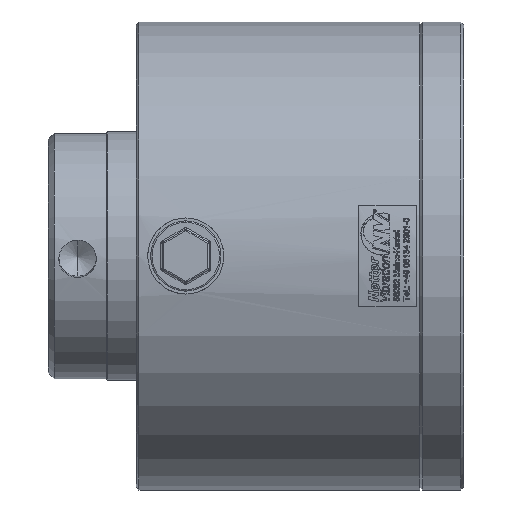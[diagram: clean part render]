
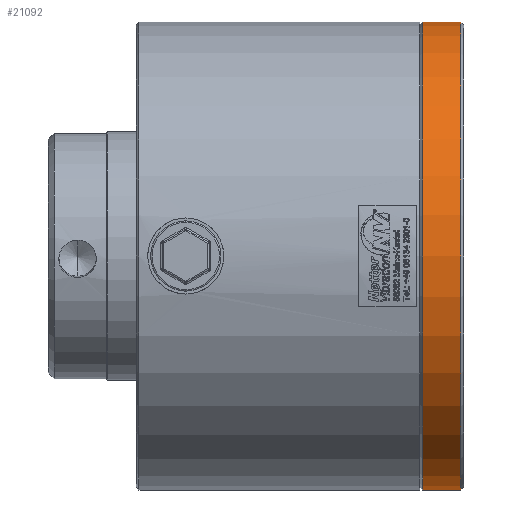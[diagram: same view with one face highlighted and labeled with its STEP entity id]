
A CAD part, front view. The second image highlights one B-rep face of the part: STEP entity #21092.
In plain terms, the highlighted cylindrical face has radius 80 mm (diameter 160 mm), a partial arc.
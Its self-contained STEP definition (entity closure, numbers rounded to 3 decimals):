
#2 = CARTESIAN_POINT ( 'NONE',  ( 0., 0., 0. ) ) ;
#848 = CYLINDRICAL_SURFACE ( 'NONE', #1460, 80. ) ;
#1460 = AXIS2_PLACEMENT_3D ( 'NONE', #2, #12655, #19589 ) ;
#3840 = DIRECTION ( 'NONE',  ( 1., 0., 0. ) ) ;
#5144 = DIRECTION ( 'NONE',  ( 1., 0., 0. ) ) ;
#5422 = CARTESIAN_POINT ( 'NONE',  ( 1., 0., 80. ) ) ;
#5853 = CARTESIAN_POINT ( 'NONE',  ( 1., 0., 0. ) ) ;
#6914 = VECTOR ( 'NONE', #5144, 1000. ) ;
#6953 = CARTESIAN_POINT ( 'NONE',  ( 1., 0., -80. ) ) ;
#7492 = EDGE_CURVE ( 'NONE', #29608, #17227, #17776, .T. ) ;
#8331 = VERTEX_POINT ( 'NONE', #11029 ) ;
#9484 = EDGE_CURVE ( 'NONE', #17227, #8331, #10294, .T. ) ;
#9543 = ORIENTED_EDGE ( 'NONE', *, *, #18271, .T. ) ;
#9564 = ORIENTED_EDGE ( 'NONE', *, *, #23257, .F. ) ;
#10294 = LINE ( 'NONE', #28812, #6914 ) ;
#11029 = CARTESIAN_POINT ( 'NONE',  ( 14., 0., -80. ) ) ;
#12655 = DIRECTION ( 'NONE',  ( 1., 0., 0. ) ) ;
#13197 = DIRECTION ( 'NONE',  ( -1., 0., 0. ) ) ;
#13372 = DIRECTION ( 'NONE',  ( 1., 0., 0. ) ) ;
#15624 = CARTESIAN_POINT ( 'NONE',  ( 14., 0., 0. ) ) ;
#15639 = ORIENTED_EDGE ( 'NONE', *, *, #9484, .T. ) ;
#16657 = LINE ( 'NONE', #27734, #27233 ) ;
#17227 = VERTEX_POINT ( 'NONE', #6953 ) ;
#17776 = CIRCLE ( 'NONE', #24582, 80. ) ;
#17952 = DIRECTION ( 'NONE',  ( 0., 0., -1. ) ) ;
#18271 = EDGE_CURVE ( 'NONE', #8331, #25154, #25201, .T. ) ;
#19431 = FACE_OUTER_BOUND ( 'NONE', #26710, .T. ) ;
#19589 = DIRECTION ( 'NONE',  ( 0., 0., -1. ) ) ;
#21092 = ADVANCED_FACE ( 'NONE', ( #19431 ), #848, .T. ) ;
#23257 = EDGE_CURVE ( 'NONE', #29608, #25154, #16657, .T. ) ;
#24582 = AXIS2_PLACEMENT_3D ( 'NONE', #5853, #3840, #30303 ) ;
#25154 = VERTEX_POINT ( 'NONE', #26635 ) ;
#25201 = CIRCLE ( 'NONE', #26572, 80. ) ;
#26572 = AXIS2_PLACEMENT_3D ( 'NONE', #15624, #13197, #17952 ) ;
#26635 = CARTESIAN_POINT ( 'NONE',  ( 14., 0., 80. ) ) ;
#26710 = EDGE_LOOP ( 'NONE', ( #9564, #29756, #15639, #9543 ) ) ;
#27233 = VECTOR ( 'NONE', #13372, 1000. ) ;
#27734 = CARTESIAN_POINT ( 'NONE',  ( 0., 0., 80. ) ) ;
#28812 = CARTESIAN_POINT ( 'NONE',  ( 0., 0., -80. ) ) ;
#29608 = VERTEX_POINT ( 'NONE', #5422 ) ;
#29756 = ORIENTED_EDGE ( 'NONE', *, *, #7492, .T. ) ;
#30303 = DIRECTION ( 'NONE',  ( 0., 0., -1. ) ) ;
